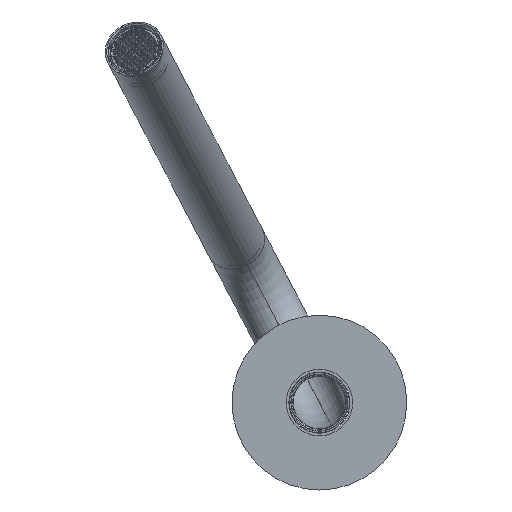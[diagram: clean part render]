
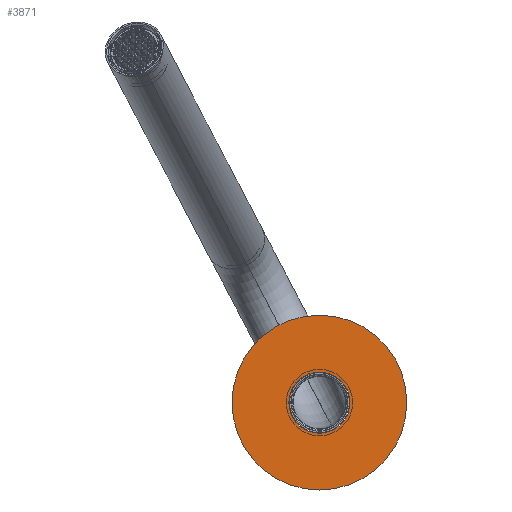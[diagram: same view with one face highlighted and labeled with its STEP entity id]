
A CAD part, front view. The second image highlights one B-rep face of the part: STEP entity #3871.
In plain terms, the highlighted planar face has unit normal (0, -1, 0).
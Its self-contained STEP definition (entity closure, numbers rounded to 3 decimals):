
#318 = VERTEX_POINT ( 'NONE', #411 ) ;
#396 = CARTESIAN_POINT ( 'NONE',  ( 0., -2., 0. ) ) ;
#411 = CARTESIAN_POINT ( 'NONE',  ( 0., -2., -35. ) ) ;
#1142 = DIRECTION ( 'NONE',  ( 0., 1., 0. ) ) ;
#1249 = ORIENTED_EDGE ( 'NONE', *, *, #7335, .F. ) ;
#1409 = ORIENTED_EDGE ( 'NONE', *, *, #7602, .T. ) ;
#1464 = EDGE_CURVE ( 'NONE', #318, #8861, #3895, .T. ) ;
#1868 = ORIENTED_EDGE ( 'NONE', *, *, #1937, .T. ) ;
#1937 = EDGE_CURVE ( 'NONE', #8854, #5412, #3038, .T. ) ;
#1996 = DIRECTION ( 'NONE',  ( 0., 0., 1. ) ) ;
#2003 = DIRECTION ( 'NONE',  ( 0., 0., 1. ) ) ;
#2022 = CIRCLE ( 'NONE', #7756, 35. ) ;
#2752 = CARTESIAN_POINT ( 'NONE',  ( 0., -2., 0. ) ) ;
#2890 = CARTESIAN_POINT ( 'NONE',  ( 0., -2., 35. ) ) ;
#3038 = CIRCLE ( 'NONE', #9922, 12.25 ) ;
#3500 = CARTESIAN_POINT ( 'NONE',  ( 0., -2., 0. ) ) ;
#3598 = CARTESIAN_POINT ( 'NONE',  ( 0., -2., -12.25 ) ) ;
#3645 = CARTESIAN_POINT ( 'NONE',  ( 0., -2., 12.25 ) ) ;
#3759 = DIRECTION ( 'NONE',  ( 0., 1., 0. ) ) ;
#3871 = ADVANCED_FACE ( 'NONE', ( #4229, #8080 ), #8183, .F. ) ;
#3895 = CIRCLE ( 'NONE', #9634, 35. ) ;
#4229 = FACE_BOUND ( 'NONE', #7042, .T. ) ;
#4276 = DIRECTION ( 'NONE',  ( 1., 0., 0. ) ) ;
#4417 = DIRECTION ( 'NONE',  ( 0., 1., 0. ) ) ;
#5412 = VERTEX_POINT ( 'NONE', #3598 ) ;
#5785 = DIRECTION ( 'NONE',  ( 0., 1., 0. ) ) ;
#5800 = AXIS2_PLACEMENT_3D ( 'NONE', #2752, #1142, #4276 ) ;
#6824 = DIRECTION ( 'NONE',  ( 0., 1., 0. ) ) ;
#6892 = DIRECTION ( 'NONE',  ( 0., 0., 1. ) ) ;
#7042 = EDGE_LOOP ( 'NONE', ( #1409, #1868 ) ) ;
#7335 = EDGE_CURVE ( 'NONE', #8861, #318, #2022, .T. ) ;
#7435 = EDGE_LOOP ( 'NONE', ( #9228, #1249 ) ) ;
#7602 = EDGE_CURVE ( 'NONE', #5412, #8854, #7934, .T. ) ;
#7756 = AXIS2_PLACEMENT_3D ( 'NONE', #8537, #3759, #6892 ) ;
#7934 = CIRCLE ( 'NONE', #9407, 12.25 ) ;
#8080 = FACE_OUTER_BOUND ( 'NONE', #7435, .T. ) ;
#8183 = PLANE ( 'NONE',  #5800 ) ;
#8537 = CARTESIAN_POINT ( 'NONE',  ( 0., -2., 0. ) ) ;
#8854 = VERTEX_POINT ( 'NONE', #3645 ) ;
#8861 = VERTEX_POINT ( 'NONE', #2890 ) ;
#8943 = DIRECTION ( 'NONE',  ( 0., 0., 1. ) ) ;
#9078 = CARTESIAN_POINT ( 'NONE',  ( 0., -2., 0. ) ) ;
#9228 = ORIENTED_EDGE ( 'NONE', *, *, #1464, .F. ) ;
#9407 = AXIS2_PLACEMENT_3D ( 'NONE', #3500, #4417, #8943 ) ;
#9634 = AXIS2_PLACEMENT_3D ( 'NONE', #396, #6824, #2003 ) ;
#9922 = AXIS2_PLACEMENT_3D ( 'NONE', #9078, #5785, #1996 ) ;
